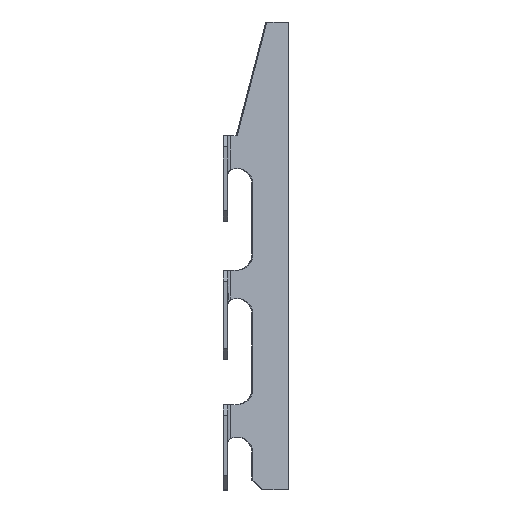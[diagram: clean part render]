
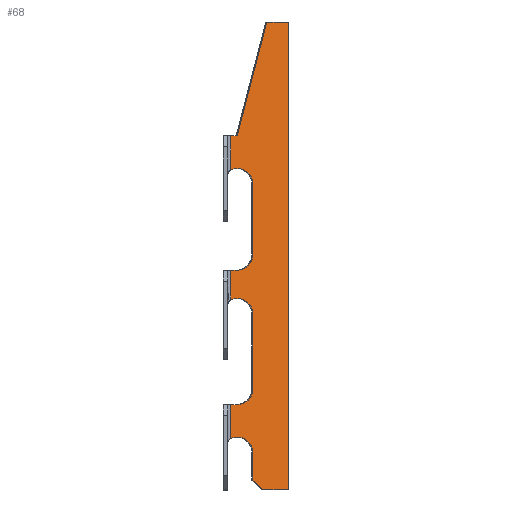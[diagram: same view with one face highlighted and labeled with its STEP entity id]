
A CAD part, left-side view. The second image highlights one B-rep face of the part: STEP entity #68.
In plain terms, the highlighted planar face has unit normal (-0.966, -0.259, 0).
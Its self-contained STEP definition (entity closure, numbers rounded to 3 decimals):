
#68=ADVANCED_FACE('',(#272),#3534,.T.);
#272=FACE_OUTER_BOUND('',#514,.T.);
#514=EDGE_LOOP('',(#906,#907,#908,#909,#910,#911,#912,#913,#914,#915,#916,
#917,#918,#919,#920,#921,#922,#923,#924));
#906=ORIENTED_EDGE('',*,*,#1919,.F.);
#907=ORIENTED_EDGE('',*,*,#1956,.T.);
#908=ORIENTED_EDGE('',*,*,#2189,.T.);
#909=ORIENTED_EDGE('',*,*,#1946,.T.);
#910=ORIENTED_EDGE('',*,*,#1947,.T.);
#911=ORIENTED_EDGE('',*,*,#2074,.T.);
#912=ORIENTED_EDGE('',*,*,#1948,.T.);
#913=ORIENTED_EDGE('',*,*,#2163,.T.);
#914=ORIENTED_EDGE('',*,*,#1949,.T.);
#915=ORIENTED_EDGE('',*,*,#1945,.T.);
#916=ORIENTED_EDGE('',*,*,#2071,.T.);
#917=ORIENTED_EDGE('',*,*,#1950,.T.);
#918=ORIENTED_EDGE('',*,*,#2155,.T.);
#919=ORIENTED_EDGE('',*,*,#1951,.T.);
#920=ORIENTED_EDGE('',*,*,#1952,.T.);
#921=ORIENTED_EDGE('',*,*,#1954,.T.);
#922=ORIENTED_EDGE('',*,*,#1953,.T.);
#923=ORIENTED_EDGE('',*,*,#2146,.T.);
#924=ORIENTED_EDGE('',*,*,#1955,.T.);
#1919=EDGE_CURVE('',#3067,#3060,#2665,.T.);
#1945=EDGE_CURVE('',#3227,#3226,#2688,.T.);
#1946=EDGE_CURVE('',#3228,#3229,#2689,.T.);
#1947=EDGE_CURVE('',#3229,#3230,#2690,.T.);
#1948=EDGE_CURVE('',#3231,#3232,#2691,.T.);
#1949=EDGE_CURVE('',#3233,#3227,#2692,.T.);
#1950=EDGE_CURVE('',#3234,#3235,#2693,.T.);
#1951=EDGE_CURVE('',#3236,#3237,#2694,.T.);
#1952=EDGE_CURVE('',#3237,#3238,#2695,.T.);
#1953=EDGE_CURVE('',#3239,#3240,#2696,.T.);
#1954=EDGE_CURVE('',#3238,#3239,#2479,.T.);
#1955=EDGE_CURVE('',#3061,#3060,#2697,.T.);
#1956=EDGE_CURVE('',#3067,#3066,#2698,.T.);
#2071=EDGE_CURVE('',#3226,#3234,#2519,.T.);
#2074=EDGE_CURVE('',#3230,#3231,#2521,.T.);
#2146=EDGE_CURVE('',#3240,#3061,#2832,.T.);
#2155=EDGE_CURVE('',#3235,#3236,#2540,.T.);
#2163=EDGE_CURVE('',#3232,#3233,#2545,.T.);
#2189=EDGE_CURVE('',#3066,#3228,#2856,.T.);
#2479=(
BOUNDED_CURVE()
B_SPLINE_CURVE(2,(#6975,#6976,#6977,#6978,#6979),.UNSPECIFIED.,.F.,.F.)
B_SPLINE_CURVE_WITH_KNOTS((3,2,3),(0.,4.027,8.054),
 .UNSPECIFIED.)
CURVE()
GEOMETRIC_REPRESENTATION_ITEM()
RATIONAL_B_SPLINE_CURVE((1.,0.876,1.,0.876,1.))
REPRESENTATION_ITEM('')
);
#2519=(
BOUNDED_CURVE()
B_SPLINE_CURVE(2,(#7669,#7670,#7671,#7672,#7673),.UNSPECIFIED.,.F.,.F.)
B_SPLINE_CURVE_WITH_KNOTS((3,2,3),(0.,4.027,8.054),
 .UNSPECIFIED.)
CURVE()
GEOMETRIC_REPRESENTATION_ITEM()
RATIONAL_B_SPLINE_CURVE((1.,0.876,1.,0.876,1.))
REPRESENTATION_ITEM('')
);
#2521=(
BOUNDED_CURVE()
B_SPLINE_CURVE(2,(#7681,#7682,#7683,#7684,#7685),.UNSPECIFIED.,.F.,.F.)
B_SPLINE_CURVE_WITH_KNOTS((3,2,3),(0.,4.027,8.054),
 .UNSPECIFIED.)
CURVE()
GEOMETRIC_REPRESENTATION_ITEM()
RATIONAL_B_SPLINE_CURVE((1.,0.876,1.,0.876,1.))
REPRESENTATION_ITEM('')
);
#2540=(
BOUNDED_CURVE()
B_SPLINE_CURVE(2,(#8242,#8243,#8244),.UNSPECIFIED.,.F.,.F.)
B_SPLINE_CURVE_WITH_KNOTS((3,3),(0.,6.283),.UNSPECIFIED.)
CURVE()
GEOMETRIC_REPRESENTATION_ITEM()
RATIONAL_B_SPLINE_CURVE((1.,0.707,1.))
REPRESENTATION_ITEM('')
);
#2545=(
BOUNDED_CURVE()
B_SPLINE_CURVE(2,(#8263,#8264,#8265),.UNSPECIFIED.,.F.,.F.)
B_SPLINE_CURVE_WITH_KNOTS((3,3),(0.,6.283),.UNSPECIFIED.)
CURVE()
GEOMETRIC_REPRESENTATION_ITEM()
RATIONAL_B_SPLINE_CURVE((1.,0.707,1.))
REPRESENTATION_ITEM('')
);
#2665=B_SPLINE_CURVE_WITH_KNOTS('',1,(#6896,#6897),.UNSPECIFIED.,.F.,.F.,
(2,2),(-126.501,-11.501),.UNSPECIFIED.);
#2688=B_SPLINE_CURVE_WITH_KNOTS('',1,(#6957,#6958),.UNSPECIFIED.,.F.,.F.,
(2,2),(-7.337,0.),.UNSPECIFIED.);
#2689=B_SPLINE_CURVE_WITH_KNOTS('',1,(#6959,#6960),.UNSPECIFIED.,.F.,.F.,
(2,2),(0.,1.713),.UNSPECIFIED.);
#2690=B_SPLINE_CURVE_WITH_KNOTS('',1,(#6961,#6962),.UNSPECIFIED.,.F.,.F.,
(2,2),(-8.387,0.),.UNSPECIFIED.);
#2691=B_SPLINE_CURVE_WITH_KNOTS('',1,(#6963,#6964),.UNSPECIFIED.,.F.,.F.,
(2,2),(0.,16.998),.UNSPECIFIED.);
#2692=B_SPLINE_CURVE_WITH_KNOTS('',1,(#6965,#6966),.UNSPECIFIED.,.F.,.F.,
(2,2),(0.,1.713),.UNSPECIFIED.);
#2693=B_SPLINE_CURVE_WITH_KNOTS('',1,(#6967,#6968),.UNSPECIFIED.,.F.,.F.,
(2,2),(0.,18.049),.UNSPECIFIED.);
#2694=B_SPLINE_CURVE_WITH_KNOTS('',1,(#6969,#6970),.UNSPECIFIED.,.F.,.F.,
(2,2),(0.,1.713),.UNSPECIFIED.);
#2695=B_SPLINE_CURVE_WITH_KNOTS('',1,(#6971,#6972),.UNSPECIFIED.,.F.,.F.,
(2,2),(-8.386,0.),.UNSPECIFIED.);
#2696=B_SPLINE_CURVE_WITH_KNOTS('',1,(#6973,#6974),.UNSPECIFIED.,.F.,.F.,
(2,2),(0.,6.558),.UNSPECIFIED.);
#2697=B_SPLINE_CURVE_WITH_KNOTS('',1,(#6980,#6981,#6982),.UNSPECIFIED.,
 .F.,.F.,(2,1,2),(0.,2.805,3.327),.UNSPECIFIED.);
#2698=B_SPLINE_CURVE_WITH_KNOTS('',1,(#6983,#6984,#6985),.UNSPECIFIED.,
 .F.,.F.,(2,1,2),(1.543,2.003,4.011),
 .UNSPECIFIED.);
#2832=B_SPLINE_CURVE_WITH_KNOTS('',1,(#8218,#8219),.UNSPECIFIED.,.F.,.F.,
(2,2),(0.,3.454),.UNSPECIFIED.);
#2856=B_SPLINE_CURVE_WITH_KNOTS('',1,(#8333,#8334),.UNSPECIFIED.,.F.,.F.,
(2,2),(0.,28.988),.UNSPECIFIED.);
#3060=VERTEX_POINT('',#6450);
#3061=VERTEX_POINT('',#6451);
#3066=VERTEX_POINT('',#6456);
#3067=VERTEX_POINT('',#6457);
#3226=VERTEX_POINT('',#6616);
#3227=VERTEX_POINT('',#6617);
#3228=VERTEX_POINT('',#6618);
#3229=VERTEX_POINT('',#6619);
#3230=VERTEX_POINT('',#6620);
#3231=VERTEX_POINT('',#6621);
#3232=VERTEX_POINT('',#6622);
#3233=VERTEX_POINT('',#6623);
#3234=VERTEX_POINT('',#6624);
#3235=VERTEX_POINT('',#6625);
#3236=VERTEX_POINT('',#6626);
#3237=VERTEX_POINT('',#6627);
#3238=VERTEX_POINT('',#6628);
#3239=VERTEX_POINT('',#6629);
#3240=VERTEX_POINT('',#6630);
#3534=PLANE('',#3730);
#3730=AXIS2_PLACEMENT_3D('',#3952,#3841,$);
#3841=DIRECTION('',(-0.966,-0.259,0.));
#3952=CARTESIAN_POINT('',(-93.585,22.782,-19.001));
#6450=CARTESIAN_POINT('',(-87.481,0.,0.));
#6451=CARTESIAN_POINT('',(-89.191,6.381,0.));
#6456=CARTESIAN_POINT('',(-88.916,5.357,115.));
#6457=CARTESIAN_POINT('',(-87.481,0.,115.));
#6616=CARTESIAN_POINT('',(-91.301,14.259,46.663));
#6617=CARTESIAN_POINT('',(-91.301,14.259,54.));
#6618=CARTESIAN_POINT('',(-90.858,12.604,87.));
#6619=CARTESIAN_POINT('',(-91.301,14.259,87.));
#6620=CARTESIAN_POINT('',(-91.301,14.259,78.613));
#6621=CARTESIAN_POINT('',(-89.823,8.74,74.998));
#6622=CARTESIAN_POINT('',(-89.823,8.74,58.));
#6623=CARTESIAN_POINT('',(-90.858,12.604,54.));
#6624=CARTESIAN_POINT('',(-89.823,8.74,43.049));
#6625=CARTESIAN_POINT('',(-89.823,8.74,25.));
#6626=CARTESIAN_POINT('',(-90.858,12.604,21.));
#6627=CARTESIAN_POINT('',(-91.301,14.259,21.));
#6628=CARTESIAN_POINT('',(-91.301,14.259,12.614));
#6629=CARTESIAN_POINT('',(-89.823,8.74,9.));
#6630=CARTESIAN_POINT('',(-89.823,8.74,2.442));
#6896=CARTESIAN_POINT('',(-87.481,0.,115.));
#6897=CARTESIAN_POINT('',(-87.481,0.,0.));
#6957=CARTESIAN_POINT('',(-91.301,14.259,54.));
#6958=CARTESIAN_POINT('',(-91.301,14.259,46.663));
#6959=CARTESIAN_POINT('',(-90.858,12.604,87.));
#6960=CARTESIAN_POINT('',(-91.301,14.259,87.));
#6961=CARTESIAN_POINT('',(-91.301,14.259,87.));
#6962=CARTESIAN_POINT('',(-91.301,14.259,78.613));
#6963=CARTESIAN_POINT('',(-89.823,8.74,74.998));
#6964=CARTESIAN_POINT('',(-89.823,8.74,58.));
#6965=CARTESIAN_POINT('',(-90.858,12.604,54.));
#6966=CARTESIAN_POINT('',(-91.301,14.259,54.));
#6967=CARTESIAN_POINT('',(-89.823,8.74,43.049));
#6968=CARTESIAN_POINT('',(-89.823,8.74,25.));
#6969=CARTESIAN_POINT('',(-90.858,12.604,21.));
#6970=CARTESIAN_POINT('',(-91.301,14.259,21.));
#6971=CARTESIAN_POINT('',(-91.301,14.259,21.));
#6972=CARTESIAN_POINT('',(-91.301,14.259,12.614));
#6973=CARTESIAN_POINT('',(-89.823,8.74,9.));
#6974=CARTESIAN_POINT('',(-89.823,8.74,2.442));
#6975=CARTESIAN_POINT('',(-91.301,14.259,12.614));
#6976=CARTESIAN_POINT('',(-90.786,12.336,13.558));
#6977=CARTESIAN_POINT('',(-90.304,10.538,12.38));
#6978=CARTESIAN_POINT('',(-89.823,8.74,11.203));
#6979=CARTESIAN_POINT('',(-89.823,8.74,9.));
#6980=CARTESIAN_POINT('',(-89.191,6.381,0.));
#6981=CARTESIAN_POINT('',(-87.749,1.,0.));
#6982=CARTESIAN_POINT('',(-87.481,0.,0.));
#6983=CARTESIAN_POINT('',(-87.481,0.,115.));
#6984=CARTESIAN_POINT('',(-87.749,1.,115.));
#6985=CARTESIAN_POINT('',(-88.916,5.357,115.));
#7669=CARTESIAN_POINT('',(-91.301,14.259,46.663));
#7670=CARTESIAN_POINT('',(-90.786,12.336,47.607));
#7671=CARTESIAN_POINT('',(-90.304,10.538,46.429));
#7672=CARTESIAN_POINT('',(-89.823,8.74,45.252));
#7673=CARTESIAN_POINT('',(-89.823,8.74,43.049));
#7681=CARTESIAN_POINT('',(-91.301,14.259,78.613));
#7682=CARTESIAN_POINT('',(-90.786,12.336,79.556));
#7683=CARTESIAN_POINT('',(-90.304,10.538,78.379));
#7684=CARTESIAN_POINT('',(-89.823,8.74,77.201));
#7685=CARTESIAN_POINT('',(-89.823,8.74,74.998));
#8218=CARTESIAN_POINT('',(-89.823,8.74,2.442));
#8219=CARTESIAN_POINT('',(-89.191,6.381,0.));
#8242=CARTESIAN_POINT('',(-89.823,8.74,25.));
#8243=CARTESIAN_POINT('',(-89.823,8.74,21.));
#8244=CARTESIAN_POINT('',(-90.858,12.604,21.));
#8263=CARTESIAN_POINT('',(-89.823,8.74,58.));
#8264=CARTESIAN_POINT('',(-89.823,8.74,54.));
#8265=CARTESIAN_POINT('',(-90.858,12.604,54.));
#8333=CARTESIAN_POINT('',(-88.916,5.357,115.));
#8334=CARTESIAN_POINT('',(-90.858,12.604,87.));
